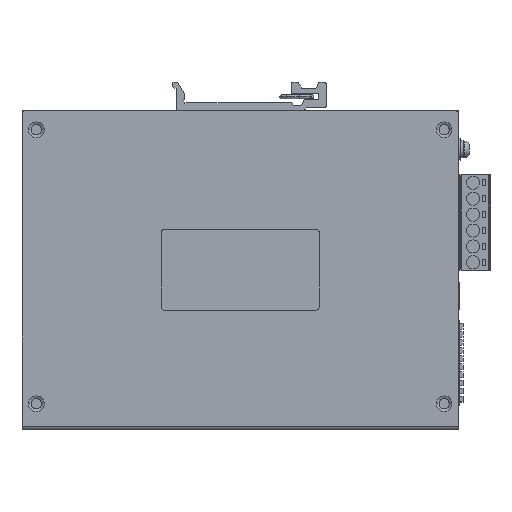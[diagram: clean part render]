
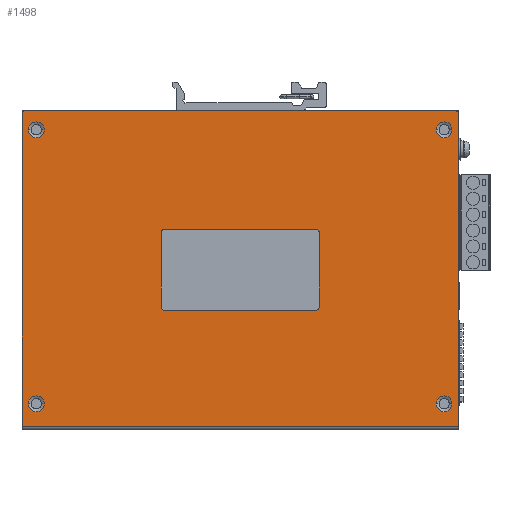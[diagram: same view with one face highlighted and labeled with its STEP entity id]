
A CAD part, top view. The second image highlights one B-rep face of the part: STEP entity #1498.
In plain terms, the highlighted planar face has unit normal (0, 0, 1).
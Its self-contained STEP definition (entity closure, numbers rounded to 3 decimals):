
#131=CARTESIAN_POINT('',(67.5,-1.,1.));
#132=DIRECTION('',(0.,0.,-1.));
#133=DIRECTION('',(0.,1.,0.));
#134=AXIS2_PLACEMENT_3D('',#131,#132,#133);
#136=DIRECTION('',(0.,-1.,0.));
#137=VECTOR('',#136,98.);
#138=CARTESIAN_POINT('',(68.5,-1.,1.));
#139=LINE('',#138,#137);
#140=DIRECTION('',(0.,1.,0.));
#141=VECTOR('',#140,98.);
#142=CARTESIAN_POINT('',(-68.5,-99.,1.));
#143=LINE('',#142,#141);
#144=CARTESIAN_POINT('',(-67.5,-1.,1.));
#145=DIRECTION('',(0.,0.,-1.));
#146=DIRECTION('',(-1.,0.,0.));
#147=AXIS2_PLACEMENT_3D('',#144,#145,#146);
#149=DIRECTION('',(1.,0.,0.));
#150=VECTOR('',#149,135.);
#151=CARTESIAN_POINT('',(-67.5,0.,1.));
#152=LINE('',#151,#150);
#153=CARTESIAN_POINT('',(64.,-6.,1.));
#154=DIRECTION('',(0.,0.,1.));
#155=DIRECTION('',(1.,0.,0.));
#156=AXIS2_PLACEMENT_3D('',#153,#154,#155);
#158=CARTESIAN_POINT('',(64.,-6.,1.));
#159=DIRECTION('',(0.,0.,1.));
#160=DIRECTION('',(0.,1.,0.));
#161=AXIS2_PLACEMENT_3D('',#158,#159,#160);
#163=CARTESIAN_POINT('',(64.,-6.,1.));
#164=DIRECTION('',(0.,0.,1.));
#165=DIRECTION('',(-1.,0.,0.));
#166=AXIS2_PLACEMENT_3D('',#163,#164,#165);
#168=CARTESIAN_POINT('',(64.,-6.,1.));
#169=DIRECTION('',(0.,0.,1.));
#170=DIRECTION('',(0.,-1.,0.));
#171=AXIS2_PLACEMENT_3D('',#168,#169,#170);
#173=CARTESIAN_POINT('',(-64.,-92.,1.));
#174=DIRECTION('',(0.,0.,1.));
#175=DIRECTION('',(1.,0.,0.));
#176=AXIS2_PLACEMENT_3D('',#173,#174,#175);
#178=CARTESIAN_POINT('',(-64.,-92.,1.));
#179=DIRECTION('',(0.,0.,1.));
#180=DIRECTION('',(0.,1.,0.));
#181=AXIS2_PLACEMENT_3D('',#178,#179,#180);
#183=CARTESIAN_POINT('',(-64.,-92.,1.));
#184=DIRECTION('',(0.,0.,1.));
#185=DIRECTION('',(-1.,0.,0.));
#186=AXIS2_PLACEMENT_3D('',#183,#184,#185);
#188=CARTESIAN_POINT('',(-64.,-92.,1.));
#189=DIRECTION('',(0.,0.,1.));
#190=DIRECTION('',(0.,-1.,0.));
#191=AXIS2_PLACEMENT_3D('',#188,#189,#190);
#193=CARTESIAN_POINT('',(-64.,-6.,1.));
#194=DIRECTION('',(0.,0.,1.));
#195=DIRECTION('',(1.,0.,0.));
#196=AXIS2_PLACEMENT_3D('',#193,#194,#195);
#198=CARTESIAN_POINT('',(-64.,-6.,1.));
#199=DIRECTION('',(0.,0.,1.));
#200=DIRECTION('',(0.,1.,0.));
#201=AXIS2_PLACEMENT_3D('',#198,#199,#200);
#203=CARTESIAN_POINT('',(-64.,-6.,1.));
#204=DIRECTION('',(0.,0.,1.));
#205=DIRECTION('',(-1.,0.,0.));
#206=AXIS2_PLACEMENT_3D('',#203,#204,#205);
#208=CARTESIAN_POINT('',(-64.,-6.,1.));
#209=DIRECTION('',(0.,0.,1.));
#210=DIRECTION('',(0.,-1.,0.));
#211=AXIS2_PLACEMENT_3D('',#208,#209,#210);
#213=CARTESIAN_POINT('',(64.,-92.,1.));
#214=DIRECTION('',(0.,0.,1.));
#215=DIRECTION('',(1.,0.,0.));
#216=AXIS2_PLACEMENT_3D('',#213,#214,#215);
#218=CARTESIAN_POINT('',(64.,-92.,1.));
#219=DIRECTION('',(0.,0.,1.));
#220=DIRECTION('',(0.,1.,0.));
#221=AXIS2_PLACEMENT_3D('',#218,#219,#220);
#223=CARTESIAN_POINT('',(64.,-92.,1.));
#224=DIRECTION('',(0.,0.,1.));
#225=DIRECTION('',(-1.,0.,0.));
#226=AXIS2_PLACEMENT_3D('',#223,#224,#225);
#228=CARTESIAN_POINT('',(64.,-92.,1.));
#229=DIRECTION('',(0.,0.,1.));
#230=DIRECTION('',(0.,-1.,0.));
#231=AXIS2_PLACEMENT_3D('',#228,#229,#230);
#233=CARTESIAN_POINT('',(23.75,-61.7,1.));
#234=DIRECTION('',(0.,0.,1.));
#235=DIRECTION('',(0.,-1.,0.));
#236=AXIS2_PLACEMENT_3D('',#233,#234,#235);
#238=CARTESIAN_POINT('',(23.75,-38.2,1.));
#239=DIRECTION('',(0.,0.,1.));
#240=DIRECTION('',(1.,0.,0.));
#241=AXIS2_PLACEMENT_3D('',#238,#239,#240);
#243=CARTESIAN_POINT('',(-23.75,-38.2,1.));
#244=DIRECTION('',(0.,0.,1.));
#245=DIRECTION('',(0.,1.,0.));
#246=AXIS2_PLACEMENT_3D('',#243,#244,#245);
#248=CARTESIAN_POINT('',(-23.75,-61.7,1.));
#249=DIRECTION('',(0.,0.,1.));
#250=DIRECTION('',(-1.,0.,0.));
#251=AXIS2_PLACEMENT_3D('',#248,#249,#250);
#257=DIRECTION('',(1.,0.,0.));
#258=VECTOR('',#257,137.);
#259=CARTESIAN_POINT('',(-68.5,-99.,1.));
#260=LINE('',#259,#258);
#929=DIRECTION('',(-1.,0.,0.));
#930=VECTOR('',#929,47.5);
#931=CARTESIAN_POINT('',(23.75,-62.7,1.));
#932=LINE('',#931,#930);
#941=DIRECTION('',(0.,1.,0.));
#942=VECTOR('',#941,23.5);
#943=CARTESIAN_POINT('',(-24.75,-61.7,1.));
#944=LINE('',#943,#942);
#953=DIRECTION('',(1.,0.,0.));
#954=VECTOR('',#953,47.5);
#955=CARTESIAN_POINT('',(-23.75,-37.2,1.));
#956=LINE('',#955,#954);
#965=DIRECTION('',(0.,-1.,0.));
#966=VECTOR('',#965,23.5);
#967=CARTESIAN_POINT('',(24.75,-38.2,1.));
#968=LINE('',#967,#966);
#1117=CARTESIAN_POINT('',(68.5,-99.,1.));
#1118=VERTEX_POINT('',#1117);
#1119=CARTESIAN_POINT('',(-68.5,-99.,1.));
#1120=VERTEX_POINT('',#1119);
#1121=CARTESIAN_POINT('',(-68.5,-1.,1.));
#1123=VERTEX_POINT('',#1121);
#1127=CARTESIAN_POINT('',(-67.5,0.,1.));
#1128=VERTEX_POINT('',#1127);
#1149=CARTESIAN_POINT('',(68.5,-1.,1.));
#1150=VERTEX_POINT('',#1149);
#1151=CARTESIAN_POINT('',(67.5,0.,1.));
#1152=VERTEX_POINT('',#1151);
#1153=CARTESIAN_POINT('',(66.466,-6.,1.));
#1154=CARTESIAN_POINT('',(64.,-3.534,1.));
#1155=VERTEX_POINT('',#1153);
#1156=VERTEX_POINT('',#1154);
#1157=CARTESIAN_POINT('',(61.534,-6.,1.));
#1158=VERTEX_POINT('',#1157);
#1159=CARTESIAN_POINT('',(64.,-8.466,1.));
#1160=VERTEX_POINT('',#1159);
#1161=CARTESIAN_POINT('',(-61.534,-92.,1.));
#1162=CARTESIAN_POINT('',(-64.,-89.534,1.));
#1163=VERTEX_POINT('',#1161);
#1164=VERTEX_POINT('',#1162);
#1165=CARTESIAN_POINT('',(-66.466,-92.,1.));
#1166=VERTEX_POINT('',#1165);
#1167=CARTESIAN_POINT('',(-64.,-94.466,1.));
#1168=VERTEX_POINT('',#1167);
#1169=CARTESIAN_POINT('',(-61.534,-6.,1.));
#1170=CARTESIAN_POINT('',(-64.,-3.534,1.));
#1171=VERTEX_POINT('',#1169);
#1172=VERTEX_POINT('',#1170);
#1173=CARTESIAN_POINT('',(-66.466,-6.,1.));
#1174=VERTEX_POINT('',#1173);
#1175=CARTESIAN_POINT('',(-64.,-8.466,1.));
#1176=VERTEX_POINT('',#1175);
#1177=CARTESIAN_POINT('',(66.466,-92.,1.));
#1178=CARTESIAN_POINT('',(64.,-89.534,1.));
#1179=VERTEX_POINT('',#1177);
#1180=VERTEX_POINT('',#1178);
#1181=CARTESIAN_POINT('',(61.534,-92.,1.));
#1182=VERTEX_POINT('',#1181);
#1183=CARTESIAN_POINT('',(64.,-94.466,1.));
#1184=VERTEX_POINT('',#1183);
#1185=CARTESIAN_POINT('',(23.75,-62.7,1.));
#1186=CARTESIAN_POINT('',(24.75,-61.7,1.));
#1187=VERTEX_POINT('',#1185);
#1188=VERTEX_POINT('',#1186);
#1189=CARTESIAN_POINT('',(24.75,-38.2,1.));
#1190=VERTEX_POINT('',#1189);
#1191=CARTESIAN_POINT('',(23.75,-37.2,1.));
#1192=VERTEX_POINT('',#1191);
#1193=CARTESIAN_POINT('',(-23.75,-37.2,1.));
#1194=VERTEX_POINT('',#1193);
#1195=CARTESIAN_POINT('',(-24.75,-38.2,1.));
#1196=VERTEX_POINT('',#1195);
#1197=CARTESIAN_POINT('',(-24.75,-61.7,1.));
#1198=VERTEX_POINT('',#1197);
#1199=CARTESIAN_POINT('',(-23.75,-62.7,1.));
#1200=VERTEX_POINT('',#1199);
#1423=CARTESIAN_POINT('',(0.,0.,1.));
#1424=DIRECTION('',(0.,0.,1.));
#1425=DIRECTION('',(1.,0.,0.));
#1426=AXIS2_PLACEMENT_3D('',#1423,#1424,#1425);
#1427=PLANE('',#1426);
#1428=ORIENTED_EDGE('',*,*,#1416,.T.);
#1429=ORIENTED_EDGE('',*,*,#1404,.T.);
#1431=ORIENTED_EDGE('',*,*,#1430,.F.);
#1433=ORIENTED_EDGE('',*,*,#1432,.T.);
#1435=ORIENTED_EDGE('',*,*,#1434,.T.);
#1437=ORIENTED_EDGE('',*,*,#1436,.T.);
#1438=EDGE_LOOP('',(#1428,#1429,#1431,#1433,#1435,#1437));
#1439=FACE_OUTER_BOUND('',#1438,.F.);
#1441=ORIENTED_EDGE('',*,*,#1440,.T.);
#1443=ORIENTED_EDGE('',*,*,#1442,.T.);
#1445=ORIENTED_EDGE('',*,*,#1444,.T.);
#1447=ORIENTED_EDGE('',*,*,#1446,.T.);
#1448=EDGE_LOOP('',(#1441,#1443,#1445,#1447));
#1449=FACE_BOUND('',#1448,.F.);
#1451=ORIENTED_EDGE('',*,*,#1450,.T.);
#1453=ORIENTED_EDGE('',*,*,#1452,.T.);
#1455=ORIENTED_EDGE('',*,*,#1454,.T.);
#1457=ORIENTED_EDGE('',*,*,#1456,.T.);
#1458=EDGE_LOOP('',(#1451,#1453,#1455,#1457));
#1459=FACE_BOUND('',#1458,.F.);
#1461=ORIENTED_EDGE('',*,*,#1460,.T.);
#1463=ORIENTED_EDGE('',*,*,#1462,.T.);
#1465=ORIENTED_EDGE('',*,*,#1464,.T.);
#1467=ORIENTED_EDGE('',*,*,#1466,.T.);
#1468=EDGE_LOOP('',(#1461,#1463,#1465,#1467));
#1469=FACE_BOUND('',#1468,.F.);
#1471=ORIENTED_EDGE('',*,*,#1470,.T.);
#1473=ORIENTED_EDGE('',*,*,#1472,.T.);
#1475=ORIENTED_EDGE('',*,*,#1474,.T.);
#1477=ORIENTED_EDGE('',*,*,#1476,.T.);
#1478=EDGE_LOOP('',(#1471,#1473,#1475,#1477));
#1479=FACE_BOUND('',#1478,.F.);
#1481=ORIENTED_EDGE('',*,*,#1480,.T.);
#1483=ORIENTED_EDGE('',*,*,#1482,.F.);
#1485=ORIENTED_EDGE('',*,*,#1484,.T.);
#1487=ORIENTED_EDGE('',*,*,#1486,.F.);
#1489=ORIENTED_EDGE('',*,*,#1488,.T.);
#1491=ORIENTED_EDGE('',*,*,#1490,.F.);
#1493=ORIENTED_EDGE('',*,*,#1492,.T.);
#1495=ORIENTED_EDGE('',*,*,#1494,.F.);
#1496=EDGE_LOOP('',(#1481,#1483,#1485,#1487,#1489,#1491,#1493,#1495));
#1497=FACE_BOUND('',#1496,.F.);
#1498=ADVANCED_FACE('',(#1439,#1449,#1459,#1469,#1479,#1497),#1427,.T.);
#135=CIRCLE('',#134,1.);
#148=CIRCLE('',#147,1.);
#157=CIRCLE('',#156,2.466);
#162=CIRCLE('',#161,2.466);
#167=CIRCLE('',#166,2.466);
#172=CIRCLE('',#171,2.466);
#177=CIRCLE('',#176,2.466);
#182=CIRCLE('',#181,2.466);
#187=CIRCLE('',#186,2.466);
#192=CIRCLE('',#191,2.466);
#197=CIRCLE('',#196,2.466);
#202=CIRCLE('',#201,2.466);
#207=CIRCLE('',#206,2.466);
#212=CIRCLE('',#211,2.466);
#217=CIRCLE('',#216,2.466);
#222=CIRCLE('',#221,2.466);
#227=CIRCLE('',#226,2.466);
#232=CIRCLE('',#231,2.466);
#237=CIRCLE('',#236,1.);
#242=CIRCLE('',#241,1.);
#247=CIRCLE('',#246,1.);
#252=CIRCLE('',#251,1.);
#1404=EDGE_CURVE('',#1150,#1118,#139,.T.);
#1416=EDGE_CURVE('',#1152,#1150,#135,.T.);
#1430=EDGE_CURVE('',#1120,#1118,#260,.T.);
#1432=EDGE_CURVE('',#1120,#1123,#143,.T.);
#1434=EDGE_CURVE('',#1123,#1128,#148,.T.);
#1436=EDGE_CURVE('',#1128,#1152,#152,.T.);
#1440=EDGE_CURVE('',#1155,#1156,#157,.T.);
#1442=EDGE_CURVE('',#1156,#1158,#162,.T.);
#1444=EDGE_CURVE('',#1158,#1160,#167,.T.);
#1446=EDGE_CURVE('',#1160,#1155,#172,.T.);
#1450=EDGE_CURVE('',#1163,#1164,#177,.T.);
#1452=EDGE_CURVE('',#1164,#1166,#182,.T.);
#1454=EDGE_CURVE('',#1166,#1168,#187,.T.);
#1456=EDGE_CURVE('',#1168,#1163,#192,.T.);
#1460=EDGE_CURVE('',#1171,#1172,#197,.T.);
#1462=EDGE_CURVE('',#1172,#1174,#202,.T.);
#1464=EDGE_CURVE('',#1174,#1176,#207,.T.);
#1466=EDGE_CURVE('',#1176,#1171,#212,.T.);
#1470=EDGE_CURVE('',#1179,#1180,#217,.T.);
#1472=EDGE_CURVE('',#1180,#1182,#222,.T.);
#1474=EDGE_CURVE('',#1182,#1184,#227,.T.);
#1476=EDGE_CURVE('',#1184,#1179,#232,.T.);
#1480=EDGE_CURVE('',#1187,#1188,#237,.T.);
#1482=EDGE_CURVE('',#1190,#1188,#968,.T.);
#1484=EDGE_CURVE('',#1190,#1192,#242,.T.);
#1486=EDGE_CURVE('',#1194,#1192,#956,.T.);
#1488=EDGE_CURVE('',#1194,#1196,#247,.T.);
#1490=EDGE_CURVE('',#1198,#1196,#944,.T.);
#1492=EDGE_CURVE('',#1198,#1200,#252,.T.);
#1494=EDGE_CURVE('',#1187,#1200,#932,.T.);
